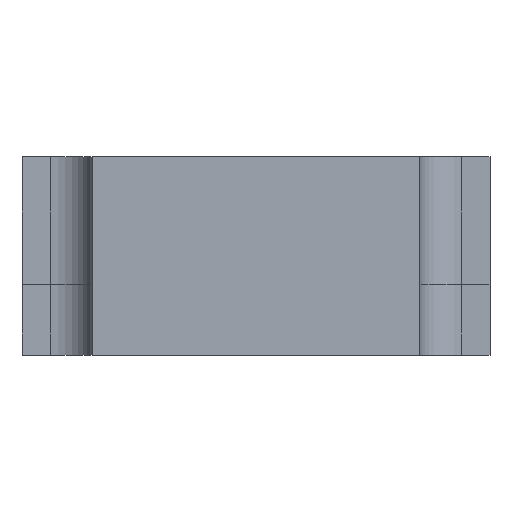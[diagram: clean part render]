
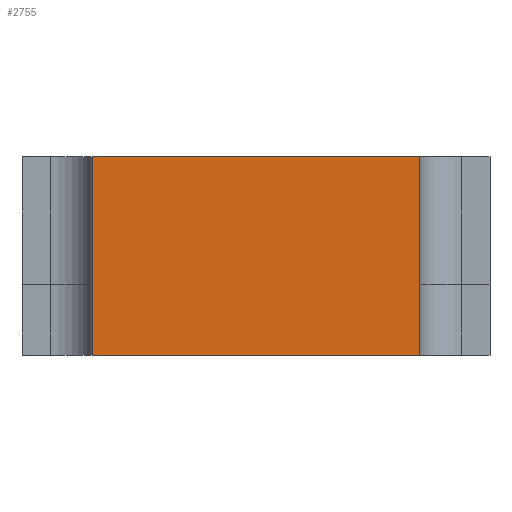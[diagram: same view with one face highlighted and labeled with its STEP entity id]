
A CAD part, front view. The second image highlights one B-rep face of the part: STEP entity #2755.
In plain terms, the highlighted planar face has unit normal (0, -1, 0).
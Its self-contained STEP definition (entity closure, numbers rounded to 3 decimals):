
#44 = PLANE('',#45);
#45 = AXIS2_PLACEMENT_3D('',#46,#47,#48);
#46 = CARTESIAN_POINT('',(0.,7.5,0.));
#47 = DIRECTION('',(-0.,-0.,-1.));
#48 = DIRECTION('',(-1.,0.,0.));
#100 = PLANE('',#101);
#101 = AXIS2_PLACEMENT_3D('',#102,#103,#104);
#102 = CARTESIAN_POINT('',(0.,7.5,14.));
#103 = DIRECTION('',(-0.,-0.,-1.));
#104 = DIRECTION('',(-1.,0.,0.));
#469 = VERTEX_POINT('',#470);
#470 = CARTESIAN_POINT('',(11.5,-21.,0.));
#484 = PLANE('',#485);
#485 = AXIS2_PLACEMENT_3D('',#486,#487,#488);
#486 = CARTESIAN_POINT('',(11.5,-4.,14.));
#487 = DIRECTION('',(-1.,0.,0.));
#488 = DIRECTION('',(0.,-1.,0.));
#496 = EDGE_CURVE('',#469,#497,#499,.T.);
#497 = VERTEX_POINT('',#498);
#498 = CARTESIAN_POINT('',(-11.5,-21.,0.));
#499 = SURFACE_CURVE('',#500,(#504,#511),.PCURVE_S1.);
#500 = LINE('',#501,#502);
#501 = CARTESIAN_POINT('',(16.5,-21.,0.));
#502 = VECTOR('',#503,1.);
#503 = DIRECTION('',(-1.,0.,0.));
#504 = PCURVE('',#44,#505);
#505 = DEFINITIONAL_REPRESENTATION('',(#506),#510);
#506 = LINE('',#507,#508);
#507 = CARTESIAN_POINT('',(-16.5,-28.5));
#508 = VECTOR('',#509,1.);
#509 = DIRECTION('',(1.,0.));
#510 = ( GEOMETRIC_REPRESENTATION_CONTEXT(2) 
PARAMETRIC_REPRESENTATION_CONTEXT() REPRESENTATION_CONTEXT('2D SPACE',''
  ) );
#511 = PCURVE('',#512,#517);
#512 = PLANE('',#513);
#513 = AXIS2_PLACEMENT_3D('',#514,#515,#516);
#514 = CARTESIAN_POINT('',(16.5,-21.,0.));
#515 = DIRECTION('',(0.,-1.,0.));
#516 = DIRECTION('',(-1.,0.,0.));
#517 = DEFINITIONAL_REPRESENTATION('',(#518),#522);
#518 = LINE('',#519,#520);
#519 = CARTESIAN_POINT('',(0.,-0.));
#520 = VECTOR('',#521,1.);
#521 = DIRECTION('',(1.,0.));
#522 = ( GEOMETRIC_REPRESENTATION_CONTEXT(2) 
PARAMETRIC_REPRESENTATION_CONTEXT() REPRESENTATION_CONTEXT('2D SPACE',''
  ) );
#540 = PLANE('',#541);
#541 = AXIS2_PLACEMENT_3D('',#542,#543,#544);
#542 = CARTESIAN_POINT('',(-11.5,-4.,14.));
#543 = DIRECTION('',(-1.,0.,0.));
#544 = DIRECTION('',(0.,-1.,0.));
#1678 = VERTEX_POINT('',#1679);
#1679 = CARTESIAN_POINT('',(11.5,-21.,14.));
#1700 = EDGE_CURVE('',#1678,#1701,#1703,.T.);
#1701 = VERTEX_POINT('',#1702);
#1702 = CARTESIAN_POINT('',(-11.5,-21.,14.));
#1703 = SURFACE_CURVE('',#1704,(#1708,#1715),.PCURVE_S1.);
#1704 = LINE('',#1705,#1706);
#1705 = CARTESIAN_POINT('',(16.5,-21.,14.));
#1706 = VECTOR('',#1707,1.);
#1707 = DIRECTION('',(-1.,0.,0.));
#1708 = PCURVE('',#100,#1709);
#1709 = DEFINITIONAL_REPRESENTATION('',(#1710),#1714);
#1710 = LINE('',#1711,#1712);
#1711 = CARTESIAN_POINT('',(-16.5,-28.5));
#1712 = VECTOR('',#1713,1.);
#1713 = DIRECTION('',(1.,0.));
#1714 = ( GEOMETRIC_REPRESENTATION_CONTEXT(2) 
PARAMETRIC_REPRESENTATION_CONTEXT() REPRESENTATION_CONTEXT('2D SPACE',''
  ) );
#1715 = PCURVE('',#512,#1716);
#1716 = DEFINITIONAL_REPRESENTATION('',(#1717),#1721);
#1717 = LINE('',#1718,#1719);
#1718 = CARTESIAN_POINT('',(0.,-14.));
#1719 = VECTOR('',#1720,1.);
#1720 = DIRECTION('',(1.,0.));
#1721 = ( GEOMETRIC_REPRESENTATION_CONTEXT(2) 
PARAMETRIC_REPRESENTATION_CONTEXT() REPRESENTATION_CONTEXT('2D SPACE',''
  ) );
#2704 = EDGE_CURVE('',#1701,#497,#2705,.T.);
#2705 = SURFACE_CURVE('',#2706,(#2710,#2717),.PCURVE_S1.);
#2706 = LINE('',#2707,#2708);
#2707 = CARTESIAN_POINT('',(-11.5,-21.,7.));
#2708 = VECTOR('',#2709,1.);
#2709 = DIRECTION('',(-0.,-0.,-1.));
#2710 = PCURVE('',#540,#2711);
#2711 = DEFINITIONAL_REPRESENTATION('',(#2712),#2716);
#2712 = LINE('',#2713,#2714);
#2713 = CARTESIAN_POINT('',(17.,-7.));
#2714 = VECTOR('',#2715,1.);
#2715 = DIRECTION('',(0.,-1.));
#2716 = ( GEOMETRIC_REPRESENTATION_CONTEXT(2) 
PARAMETRIC_REPRESENTATION_CONTEXT() REPRESENTATION_CONTEXT('2D SPACE',''
  ) );
#2717 = PCURVE('',#512,#2718);
#2718 = DEFINITIONAL_REPRESENTATION('',(#2719),#2723);
#2719 = LINE('',#2720,#2721);
#2720 = CARTESIAN_POINT('',(28.,-7.));
#2721 = VECTOR('',#2722,1.);
#2722 = DIRECTION('',(0.,1.));
#2723 = ( GEOMETRIC_REPRESENTATION_CONTEXT(2) 
PARAMETRIC_REPRESENTATION_CONTEXT() REPRESENTATION_CONTEXT('2D SPACE',''
  ) );
#2755 = ADVANCED_FACE('',(#2756),#512,.T.);
#2756 = FACE_BOUND('',#2757,.T.);
#2757 = EDGE_LOOP('',(#2758,#2759,#2780,#2781));
#2758 = ORIENTED_EDGE('',*,*,#496,.F.);
#2759 = ORIENTED_EDGE('',*,*,#2760,.F.);
#2760 = EDGE_CURVE('',#1678,#469,#2761,.T.);
#2761 = SURFACE_CURVE('',#2762,(#2766,#2773),.PCURVE_S1.);
#2762 = LINE('',#2763,#2764);
#2763 = CARTESIAN_POINT('',(11.5,-21.,7.));
#2764 = VECTOR('',#2765,1.);
#2765 = DIRECTION('',(-0.,-0.,-1.));
#2766 = PCURVE('',#512,#2767);
#2767 = DEFINITIONAL_REPRESENTATION('',(#2768),#2772);
#2768 = LINE('',#2769,#2770);
#2769 = CARTESIAN_POINT('',(5.,-7.));
#2770 = VECTOR('',#2771,1.);
#2771 = DIRECTION('',(0.,1.));
#2772 = ( GEOMETRIC_REPRESENTATION_CONTEXT(2) 
PARAMETRIC_REPRESENTATION_CONTEXT() REPRESENTATION_CONTEXT('2D SPACE',''
  ) );
#2773 = PCURVE('',#484,#2774);
#2774 = DEFINITIONAL_REPRESENTATION('',(#2775),#2779);
#2775 = LINE('',#2776,#2777);
#2776 = CARTESIAN_POINT('',(17.,-7.));
#2777 = VECTOR('',#2778,1.);
#2778 = DIRECTION('',(0.,-1.));
#2779 = ( GEOMETRIC_REPRESENTATION_CONTEXT(2) 
PARAMETRIC_REPRESENTATION_CONTEXT() REPRESENTATION_CONTEXT('2D SPACE',''
  ) );
#2780 = ORIENTED_EDGE('',*,*,#1700,.T.);
#2781 = ORIENTED_EDGE('',*,*,#2704,.T.);
